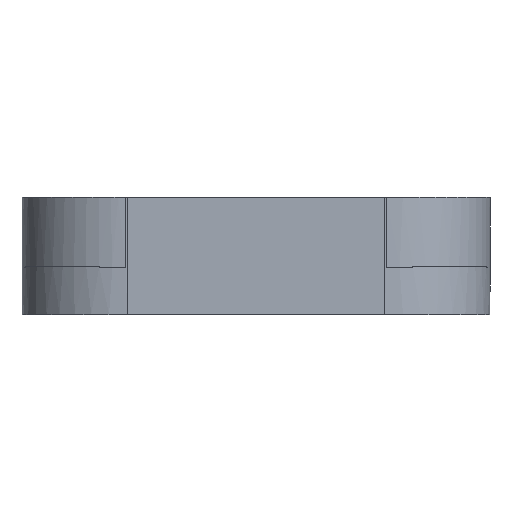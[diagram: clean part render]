
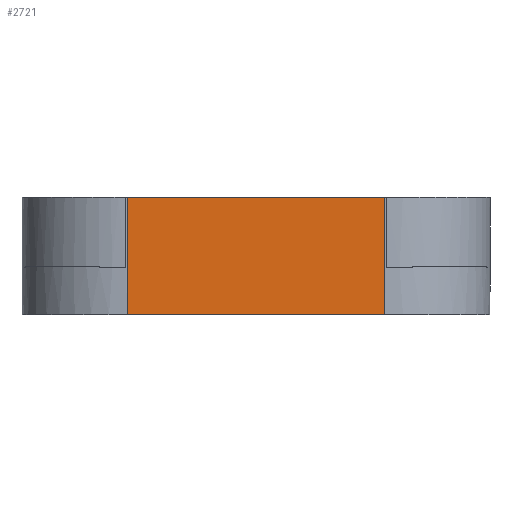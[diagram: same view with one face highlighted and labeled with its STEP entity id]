
A CAD part, left-side view. The second image highlights one B-rep face of the part: STEP entity #2721.
In plain terms, the highlighted planar face has unit normal (-1, 0, 0).
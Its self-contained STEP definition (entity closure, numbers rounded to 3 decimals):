
#124=PLANE('',#2909);
#237=FACE_OUTER_BOUND('',#395,.T.);
#395=EDGE_LOOP('',(#2126,#2127,#2128,#2129));
#619=LINE('',#4222,#917);
#620=LINE('',#4240,#918);
#638=LINE('',#4520,#936);
#639=LINE('',#4523,#937);
#917=VECTOR('',#3293,10.);
#918=VECTOR('',#3302,10.);
#936=VECTOR('',#3352,10.);
#937=VECTOR('',#3357,10.);
#1279=VERTEX_POINT('',#4213);
#1282=VERTEX_POINT('',#4220);
#1283=VERTEX_POINT('',#4239);
#1305=VERTEX_POINT('',#4518);
#1572=EDGE_CURVE('',#1282,#1279,#619,.T.);
#1576=EDGE_CURVE('',#1279,#1283,#620,.T.);
#1615=EDGE_CURVE('',#1282,#1305,#638,.T.);
#1617=EDGE_CURVE('',#1283,#1305,#639,.T.);
#2126=ORIENTED_EDGE('',*,*,#1572,.F.);
#2127=ORIENTED_EDGE('',*,*,#1615,.T.);
#2128=ORIENTED_EDGE('',*,*,#1617,.F.);
#2129=ORIENTED_EDGE('',*,*,#1576,.F.);
#2721=ADVANCED_FACE('',(#237),#124,.T.);
#2909=AXIS2_PLACEMENT_3D('',#4522,#3355,#3356);
#3293=DIRECTION('',(0.,0.,-1.));
#3302=DIRECTION('',(0.,1.,0.));
#3352=DIRECTION('',(0.,1.,0.));
#3355=DIRECTION('center_axis',(-1.,0.,0.));
#3356=DIRECTION('ref_axis',(0.,0.,-1.));
#3357=DIRECTION('',(0.,0.,1.));
#4213=CARTESIAN_POINT('',(-13.348,0.,-1.058));
#4220=CARTESIAN_POINT('',(-13.348,0.,15.438));
#4222=CARTESIAN_POINT('',(-13.348,0.,22.188));
#4239=CARTESIAN_POINT('',(-13.348,7.5,-1.058));
#4240=CARTESIAN_POINT('',(-13.348,3.,-1.058));
#4518=CARTESIAN_POINT('',(-13.348,7.5,15.438));
#4520=CARTESIAN_POINT('',(-13.348,3.,15.438));
#4522=CARTESIAN_POINT('Origin',(-13.348,3.,22.188));
#4523=CARTESIAN_POINT('',(-13.348,7.5,-0.17));
